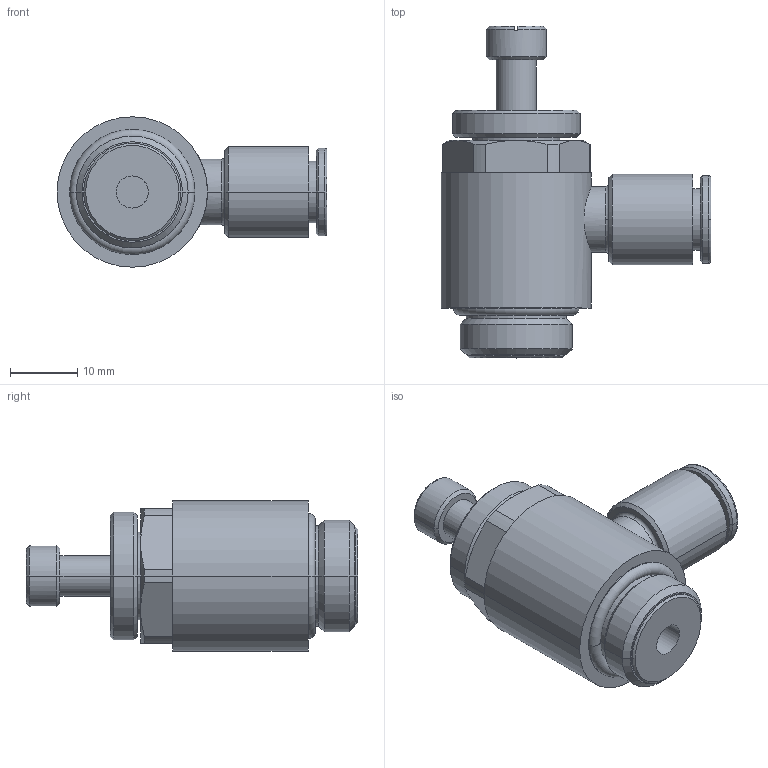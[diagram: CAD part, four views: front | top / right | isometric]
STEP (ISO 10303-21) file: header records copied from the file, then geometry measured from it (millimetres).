
FILE_DESCRIPTION(('STEP AP214'),'1');
FILE_NAME('7660_08_17.stp','2016-07-07T14:55:26',('TraceParts'),('TraceParts S.A.'),'Spatial InterOp 3D',' ',' ');
FILE_SCHEMA(('automotive_design'));
Length unit declared in the file: millimetre
Products named in the file (1): 1
Bounding box: 40.2 x 49.42 x 22.4 mm (x, y, z)
Volume: 13509.7 mm3; surface area: 5723.6 mm2
Topology: 1 solids, 1 shells, 102 faces, 236 edges, 146 vertices
Faces by surface type: cylinder 38, cone 30, plane 26, torus 8
Entity records: 3149 total; most frequent: CARTESIAN_POINT 760, DIRECTION 548, ORIENTED_EDGE 472, EDGE_CURVE 236, AXIS2_PLACEMENT_3D 232, VERTEX_POINT 146, CIRCLE 129, EDGE_LOOP 114
